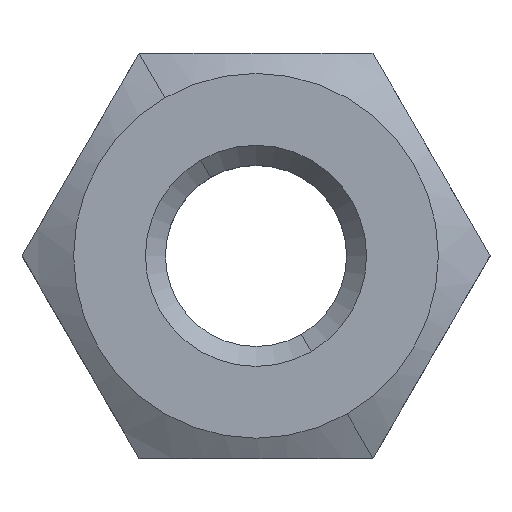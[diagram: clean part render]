
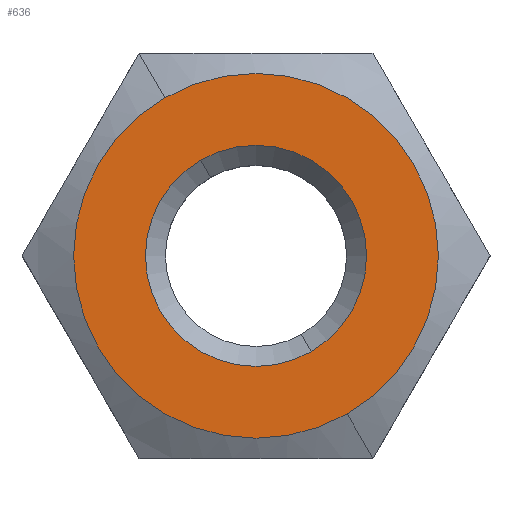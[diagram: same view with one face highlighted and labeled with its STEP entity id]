
A CAD part, top view. The second image highlights one B-rep face of the part: STEP entity #636.
In plain terms, the highlighted planar face has unit normal (0, 0, 1).
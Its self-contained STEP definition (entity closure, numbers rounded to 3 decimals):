
#150=CARTESIAN_POINT('',(-1.237,2.143,2.4));
#151=VERTEX_POINT('',#150);
#203=CARTESIAN_POINT('',(1.237,-2.143,2.4));
#204=VERTEX_POINT('',#203);
#211=CARTESIAN_POINT('',(0.,0.,2.4));
#212=DIRECTION('',(0.0,0.0,1.0));
#213=DIRECTION('',(-0.5,0.866,0.0));
#214=AXIS2_PLACEMENT_3D('',#211,#212,#213);
#215=CIRCLE('',#214,2.475);
#216=EDGE_CURVE('',#151,#204,#215,.T.);
#228=CARTESIAN_POINT('',(-0.75,1.299,2.4));
#229=VERTEX_POINT('',#228);
#245=CARTESIAN_POINT('',(0.75,-1.299,2.4));
#246=VERTEX_POINT('',#245);
#253=CARTESIAN_POINT('',(0.,0.,2.4));
#254=DIRECTION('',(0.0,0.0,-1.0));
#255=DIRECTION('',(-0.5,0.866,0.0));
#256=AXIS2_PLACEMENT_3D('',#253,#254,#255);
#257=CIRCLE('',#256,1.5);
#258=EDGE_CURVE('',#229,#246,#257,.T.);
#375=CARTESIAN_POINT('',(0.,0.,2.4));
#376=DIRECTION('',(0.0,0.0,-1.0));
#377=DIRECTION('',(-0.5,0.866,0.0));
#378=AXIS2_PLACEMENT_3D('',#375,#376,#377);
#379=CIRCLE('',#378,1.5);
#380=EDGE_CURVE('',#246,#229,#379,.T.);
#393=CARTESIAN_POINT('',(0.,0.,2.4));
#394=DIRECTION('',(0.0,0.0,1.0));
#395=DIRECTION('',(-0.5,0.866,0.0));
#396=AXIS2_PLACEMENT_3D('',#393,#394,#395);
#397=CIRCLE('',#396,2.475);
#398=EDGE_CURVE('',#204,#151,#397,.T.);
#623=CARTESIAN_POINT('',(-0.997,-3.719,2.4));
#624=DIRECTION('',(0.0,0.0,1.0));
#625=DIRECTION('',(1.0,0.0,0.0));
#626=AXIS2_PLACEMENT_3D('',#623,#624,#625);
#627=PLANE('',#626);
#628=ORIENTED_EDGE('',*,*,#398,.T.);
#629=ORIENTED_EDGE('',*,*,#216,.T.);
#630=EDGE_LOOP('',(#628,#629));
#631=FACE_OUTER_BOUND('',#630,.T.);
#632=ORIENTED_EDGE('',*,*,#380,.T.);
#633=ORIENTED_EDGE('',*,*,#258,.T.);
#634=EDGE_LOOP('',(#632,#633));
#635=FACE_BOUND('',#634,.T.);
#636=ADVANCED_FACE('',(#631,#635),#627,.T.);
